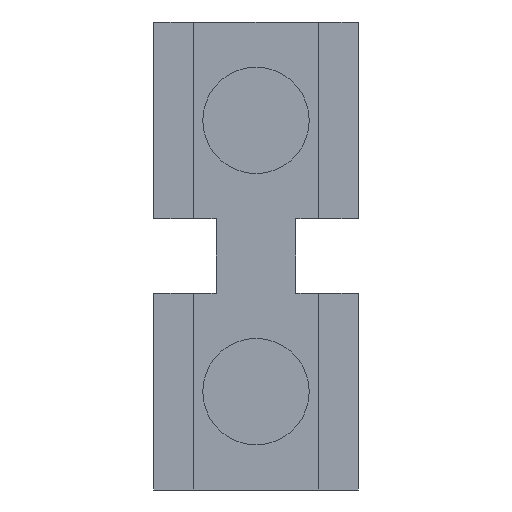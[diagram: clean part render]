
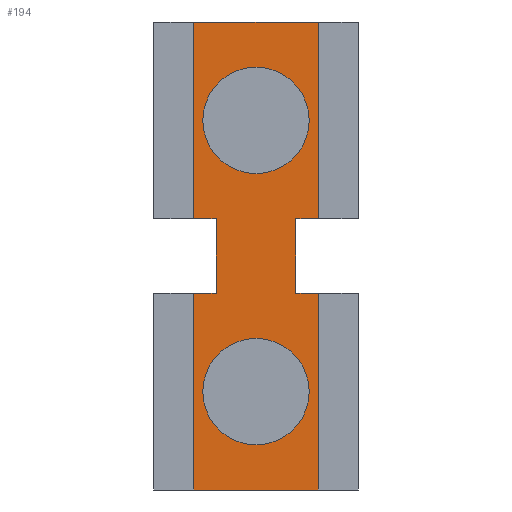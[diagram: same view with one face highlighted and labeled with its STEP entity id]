
A CAD part, front view. The second image highlights one B-rep face of the part: STEP entity #194.
In plain terms, the highlighted planar face has unit normal (0, -1, 0).
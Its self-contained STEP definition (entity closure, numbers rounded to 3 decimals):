
#194=ADVANCED_FACE('',(#458,#459,#460),#254,.T.);
#254=PLANE('',#1081);
#294=LINE('',#1432,#376);
#295=LINE('',#1435,#377);
#296=LINE('',#1437,#378);
#297=LINE('',#1439,#379);
#298=LINE('',#1441,#380);
#299=LINE('',#1443,#381);
#300=LINE('',#1445,#382);
#301=LINE('',#1447,#383);
#302=LINE('',#1449,#384);
#303=LINE('',#1451,#385);
#304=LINE('',#1453,#386);
#305=LINE('',#1455,#387);
#376=VECTOR('',#1173,1.);
#377=VECTOR('',#1174,1.);
#378=VECTOR('',#1175,1.);
#379=VECTOR('',#1176,1.);
#380=VECTOR('',#1177,1.);
#381=VECTOR('',#1178,1.);
#382=VECTOR('',#1179,1.);
#383=VECTOR('',#1180,1.);
#384=VECTOR('',#1181,1.);
#385=VECTOR('',#1182,1.);
#386=VECTOR('',#1183,1.);
#387=VECTOR('',#1184,1.);
#458=FACE_BOUND('',#484,.T.);
#459=FACE_BOUND('',#485,.T.);
#460=FACE_BOUND('',#486,.T.);
#484=EDGE_LOOP('',(#558));
#485=EDGE_LOOP('',(#559));
#486=EDGE_LOOP('',(#560,#561,#562,#563,#564,#565,#566,#567,#568,#569,#570,
#571));
#558=ORIENTED_EDGE('',*,*,#914,.F.);
#559=ORIENTED_EDGE('',*,*,#915,.F.);
#560=ORIENTED_EDGE('',*,*,#916,.T.);
#561=ORIENTED_EDGE('',*,*,#917,.F.);
#562=ORIENTED_EDGE('',*,*,#918,.F.);
#563=ORIENTED_EDGE('',*,*,#919,.T.);
#564=ORIENTED_EDGE('',*,*,#920,.F.);
#565=ORIENTED_EDGE('',*,*,#921,.F.);
#566=ORIENTED_EDGE('',*,*,#922,.F.);
#567=ORIENTED_EDGE('',*,*,#923,.T.);
#568=ORIENTED_EDGE('',*,*,#924,.T.);
#569=ORIENTED_EDGE('',*,*,#925,.F.);
#570=ORIENTED_EDGE('',*,*,#926,.T.);
#571=ORIENTED_EDGE('',*,*,#927,.T.);
#822=VERTEX_POINT('',#1429);
#823=VERTEX_POINT('',#1431);
#824=VERTEX_POINT('',#1433);
#825=VERTEX_POINT('',#1434);
#826=VERTEX_POINT('',#1436);
#827=VERTEX_POINT('',#1438);
#828=VERTEX_POINT('',#1440);
#829=VERTEX_POINT('',#1442);
#830=VERTEX_POINT('',#1444);
#831=VERTEX_POINT('',#1446);
#832=VERTEX_POINT('',#1448);
#833=VERTEX_POINT('',#1450);
#834=VERTEX_POINT('',#1452);
#835=VERTEX_POINT('',#1454);
#914=EDGE_CURVE('',#822,#822,#1046,.T.);
#915=EDGE_CURVE('',#823,#823,#1047,.T.);
#916=EDGE_CURVE('',#824,#825,#294,.T.);
#917=EDGE_CURVE('',#826,#825,#295,.T.);
#918=EDGE_CURVE('',#827,#826,#296,.T.);
#919=EDGE_CURVE('',#827,#828,#297,.T.);
#920=EDGE_CURVE('',#829,#828,#298,.T.);
#921=EDGE_CURVE('',#830,#829,#299,.T.);
#922=EDGE_CURVE('',#831,#830,#300,.T.);
#923=EDGE_CURVE('',#831,#832,#301,.T.);
#924=EDGE_CURVE('',#832,#833,#302,.T.);
#925=EDGE_CURVE('',#834,#833,#303,.T.);
#926=EDGE_CURVE('',#834,#835,#304,.T.);
#927=EDGE_CURVE('',#835,#824,#305,.T.);
#1046=CIRCLE('',#1079,2.);
#1047=CIRCLE('',#1080,2.);
#1079=AXIS2_PLACEMENT_3D('',#1428,#1169,#1170);
#1080=AXIS2_PLACEMENT_3D('',#1430,#1171,#1172);
#1081=AXIS2_PLACEMENT_3D('',#1456,#1185,#1186);
#1169=DIRECTION('',(0.,-1.,0.));
#1170=DIRECTION('',(1.,0.,0.));
#1171=DIRECTION('',(0.,-1.,0.));
#1172=DIRECTION('',(1.,0.,0.));
#1173=DIRECTION('',(0.,0.,1.));
#1174=DIRECTION('',(1.,0.,0.));
#1175=DIRECTION('',(0.,0.,1.));
#1176=DIRECTION('',(1.,0.,0.));
#1177=DIRECTION('',(0.,0.,1.));
#1178=DIRECTION('',(1.,0.,0.));
#1179=DIRECTION('',(0.,0.,1.));
#1180=DIRECTION('',(1.,0.,0.));
#1181=DIRECTION('',(0.,0.,1.));
#1182=DIRECTION('',(1.,0.,0.));
#1183=DIRECTION('',(0.,0.,1.));
#1184=DIRECTION('',(1.,0.,0.));
#1185=DIRECTION('',(0.,-1.,0.));
#1186=DIRECTION('',(-1.,0.,0.));
#1428=CARTESIAN_POINT('',(44.688,165.101,5.9));
#1429=CARTESIAN_POINT('',(46.688,165.101,5.9));
#1430=CARTESIAN_POINT('',(44.688,165.101,16.1));
#1431=CARTESIAN_POINT('',(46.688,165.101,16.1));
#1432=CARTESIAN_POINT('',(47.038,165.101,12.4));
#1433=CARTESIAN_POINT('',(47.038,165.101,12.4));
#1434=CARTESIAN_POINT('',(47.038,165.101,19.8));
#1435=CARTESIAN_POINT('',(42.338,165.101,19.8));
#1436=CARTESIAN_POINT('',(42.338,165.101,19.8));
#1437=CARTESIAN_POINT('',(42.338,165.101,12.4));
#1438=CARTESIAN_POINT('',(42.338,165.101,12.4));
#1439=CARTESIAN_POINT('',(42.338,165.101,12.4));
#1440=CARTESIAN_POINT('',(43.188,165.101,12.4));
#1441=CARTESIAN_POINT('',(43.188,165.101,9.6));
#1442=CARTESIAN_POINT('',(43.188,165.101,9.6));
#1443=CARTESIAN_POINT('',(42.338,165.101,9.6));
#1444=CARTESIAN_POINT('',(42.338,165.101,9.6));
#1445=CARTESIAN_POINT('',(42.338,165.101,2.2));
#1446=CARTESIAN_POINT('',(42.338,165.101,2.2));
#1447=CARTESIAN_POINT('',(42.338,165.101,2.2));
#1448=CARTESIAN_POINT('',(47.038,165.101,2.2));
#1449=CARTESIAN_POINT('',(47.038,165.101,2.2));
#1450=CARTESIAN_POINT('',(47.038,165.101,9.6));
#1451=CARTESIAN_POINT('',(42.338,165.101,9.6));
#1452=CARTESIAN_POINT('',(46.188,165.101,9.6));
#1453=CARTESIAN_POINT('',(46.188,165.101,9.6));
#1454=CARTESIAN_POINT('',(46.188,165.101,12.4));
#1455=CARTESIAN_POINT('',(42.338,165.101,12.4));
#1456=CARTESIAN_POINT('',(42.338,165.101,12.4));
